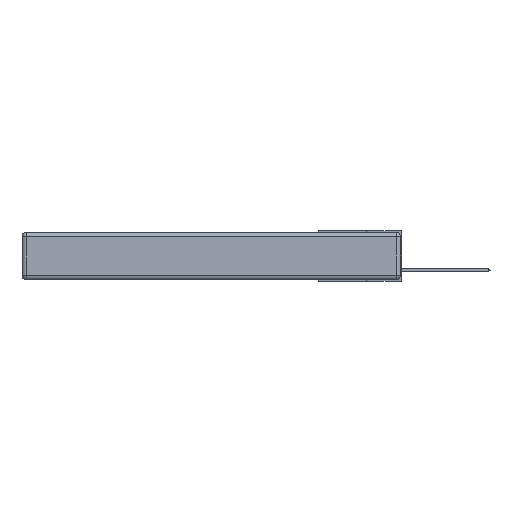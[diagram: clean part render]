
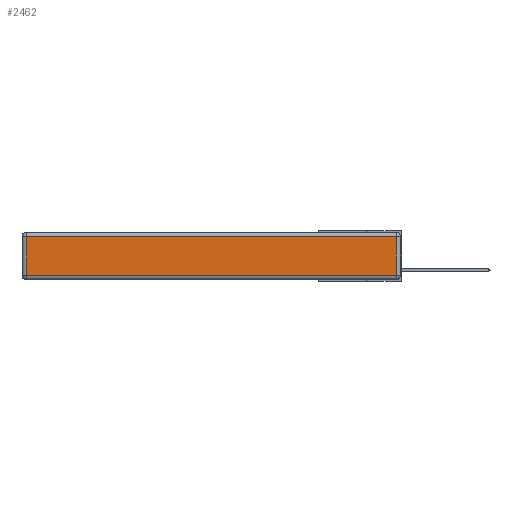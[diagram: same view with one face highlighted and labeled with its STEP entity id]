
A CAD part, left-side view. The second image highlights one B-rep face of the part: STEP entity #2462.
In plain terms, the highlighted planar face has unit normal (-1, 0, 0).
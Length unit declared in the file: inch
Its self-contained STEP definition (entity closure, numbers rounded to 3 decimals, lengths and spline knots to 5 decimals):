
#413 = EDGE_CURVE ( 'NONE', #20965, #2195, #12521, .T. ) ;
#1491 = LINE ( 'NONE', #18675, #7356 ) ;
#1790 = EDGE_CURVE ( 'NONE', #16940, #6770, #1491, .T. ) ;
#2099 = CARTESIAN_POINT ( 'NONE',  ( 0., 0., -0.313 ) ) ;
#2195 = VERTEX_POINT ( 'NONE', #8182 ) ;
#2462 = ADVANCED_FACE ( 'NONE', ( #6567 ), #20113, .T. ) ;
#2878 = ORIENTED_EDGE ( 'NONE', *, *, #413, .T. ) ;
#3297 = CARTESIAN_POINT ( 'NONE',  ( 0., 2.75, -0.03 ) ) ;
#3883 = CARTESIAN_POINT ( 'NONE',  ( 0., 0., -0.343 ) ) ;
#4297 = DIRECTION ( 'NONE',  ( 0., 0., 1. ) ) ;
#4505 = ORIENTED_EDGE ( 'NONE', *, *, #1790, .T. ) ;
#4934 = DIRECTION ( 'NONE',  ( 0., 0., 1. ) ) ;
#5043 = VECTOR ( 'NONE', #12097, 39.37008 ) ;
#5794 = DIRECTION ( 'NONE',  ( -1., 0., 0. ) ) ;
#5923 = EDGE_CURVE ( 'NONE', #6770, #20965, #6075, .T. ) ;
#6075 = LINE ( 'NONE', #2099, #5043 ) ;
#6567 = FACE_OUTER_BOUND ( 'NONE', #14557, .T. ) ;
#6770 = VERTEX_POINT ( 'NONE', #6939 ) ;
#6791 = CARTESIAN_POINT ( 'NONE',  ( 0., 0.03, -0.313 ) ) ;
#6939 = CARTESIAN_POINT ( 'NONE',  ( 0., 2.72, -0.313 ) ) ;
#7356 = VECTOR ( 'NONE', #18743, 39.37008 ) ;
#8163 = VECTOR ( 'NONE', #4934, 39.37008 ) ;
#8182 = CARTESIAN_POINT ( 'NONE',  ( 0., 0.03, -0.03 ) ) ;
#10300 = ORIENTED_EDGE ( 'NONE', *, *, #5923, .T. ) ;
#12097 = DIRECTION ( 'NONE',  ( 0., -1., 0. ) ) ;
#12521 = LINE ( 'NONE', #18036, #8163 ) ;
#13189 = ORIENTED_EDGE ( 'NONE', *, *, #18069, .T. ) ;
#14341 = VECTOR ( 'NONE', #14687, 39.37008 ) ;
#14557 = EDGE_LOOP ( 'NONE', ( #10300, #2878, #13189, #4505 ) ) ;
#14687 = DIRECTION ( 'NONE',  ( 0., 1., 0. ) ) ;
#15867 = CARTESIAN_POINT ( 'NONE',  ( 0., 2.72, -0.03 ) ) ;
#16940 = VERTEX_POINT ( 'NONE', #15867 ) ;
#18036 = CARTESIAN_POINT ( 'NONE',  ( 0., 0.03, -0.343 ) ) ;
#18069 = EDGE_CURVE ( 'NONE', #2195, #16940, #20439, .T. ) ;
#18675 = CARTESIAN_POINT ( 'NONE',  ( 0., 2.72, -0.343 ) ) ;
#18743 = DIRECTION ( 'NONE',  ( 0., 0., -1. ) ) ;
#19297 = AXIS2_PLACEMENT_3D ( 'NONE', #3883, #5794, #4297 ) ;
#20113 = PLANE ( 'NONE',  #19297 ) ;
#20439 = LINE ( 'NONE', #3297, #14341 ) ;
#20965 = VERTEX_POINT ( 'NONE', #6791 ) ;
